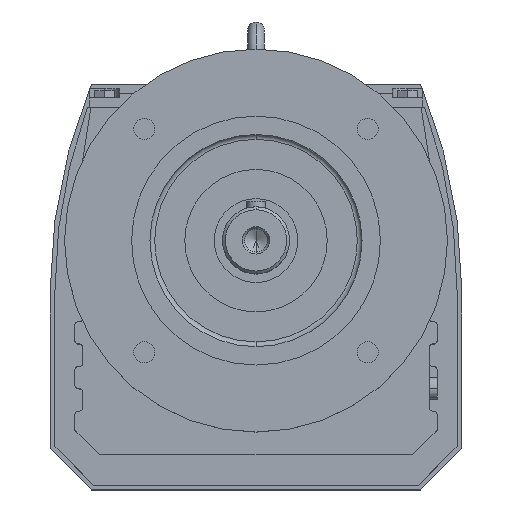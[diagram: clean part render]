
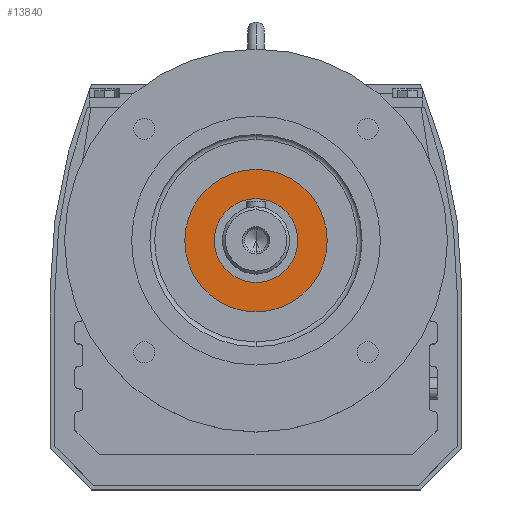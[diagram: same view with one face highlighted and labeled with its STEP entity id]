
A CAD part, top view. The second image highlights one B-rep face of the part: STEP entity #13840.
In plain terms, the highlighted planar face has unit normal (0, 0, 1).
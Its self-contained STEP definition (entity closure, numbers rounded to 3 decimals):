
#8623 = CYLINDRICAL_SURFACE('',#8624,37.209);
#8624 = AXIS2_PLACEMENT_3D('',#8625,#8626,#8627);
#8625 = CARTESIAN_POINT('',(0.,20.7,280.));
#8626 = DIRECTION('',(0.,0.,1.));
#8627 = DIRECTION('',(0.,-1.,0.));
#8676 = CYLINDRICAL_SURFACE('',#8677,37.209);
#8677 = AXIS2_PLACEMENT_3D('',#8678,#8679,#8680);
#8678 = CARTESIAN_POINT('',(0.,20.7,280.));
#8679 = DIRECTION('',(0.,0.,1.));
#8680 = DIRECTION('',(0.,-1.,0.));
#10329 = EDGE_CURVE('',#10330,#10332,#10334,.T.);
#10330 = VERTEX_POINT('',#10331);
#10331 = CARTESIAN_POINT('',(0.,-16.509,203.));
#10332 = VERTEX_POINT('',#10333);
#10333 = CARTESIAN_POINT('',(0.,57.909,203.));
#10334 = SURFACE_CURVE('',#10335,(#10340,#10369),.PCURVE_S1.);
#10335 = CIRCLE('',#10336,37.209);
#10336 = AXIS2_PLACEMENT_3D('',#10337,#10338,#10339);
#10337 = CARTESIAN_POINT('',(0.,20.7,203.));
#10338 = DIRECTION('',(0.,0.,-1.));
#10339 = DIRECTION('',(-1.,0.,0.));
#10340 = PCURVE('',#8676,#10341);
#10341 = DEFINITIONAL_REPRESENTATION('',(#10342),#10368);
#10342 = B_SPLINE_CURVE_WITH_KNOTS('',3,(#10343,#10344,#10345,#10346,
    #10347,#10348,#10349,#10350,#10351,#10352,#10353,#10354,#10355,
    #10356,#10357,#10358,#10359,#10360,#10361,#10362,#10363,#10364,
    #10365,#10366,#10367),.UNSPECIFIED.,.F.,.F.,(4,1,1,1,1,1,1,1,1,1,1,1
    ,1,1,1,1,1,1,1,1,1,1,4),(4.712,4.855,
    4.998,5.141,5.284,5.426,
    5.569,5.712,5.855,5.998,
    6.14,6.283,6.426,6.569,
    6.712,6.854,6.997,7.14,
    7.283,7.426,7.568,7.711,
    7.854),.QUASI_UNIFORM_KNOTS.);
#10343 = CARTESIAN_POINT('',(6.283,-77.));
#10344 = CARTESIAN_POINT('',(6.236,-77.));
#10345 = CARTESIAN_POINT('',(6.14,-77.));
#10346 = CARTESIAN_POINT('',(5.998,-77.));
#10347 = CARTESIAN_POINT('',(5.855,-77.));
#10348 = CARTESIAN_POINT('',(5.712,-77.));
#10349 = CARTESIAN_POINT('',(5.569,-77.));
#10350 = CARTESIAN_POINT('',(5.426,-77.));
#10351 = CARTESIAN_POINT('',(5.284,-77.));
#10352 = CARTESIAN_POINT('',(5.141,-77.));
#10353 = CARTESIAN_POINT('',(4.998,-77.));
#10354 = CARTESIAN_POINT('',(4.855,-77.));
#10355 = CARTESIAN_POINT('',(4.712,-77.));
#10356 = CARTESIAN_POINT('',(4.57,-77.));
#10357 = CARTESIAN_POINT('',(4.427,-77.));
#10358 = CARTESIAN_POINT('',(4.284,-77.));
#10359 = CARTESIAN_POINT('',(4.141,-77.));
#10360 = CARTESIAN_POINT('',(3.998,-77.));
#10361 = CARTESIAN_POINT('',(3.856,-77.));
#10362 = CARTESIAN_POINT('',(3.713,-77.));
#10363 = CARTESIAN_POINT('',(3.57,-77.));
#10364 = CARTESIAN_POINT('',(3.427,-77.));
#10365 = CARTESIAN_POINT('',(3.284,-77.));
#10366 = CARTESIAN_POINT('',(3.189,-77.));
#10367 = CARTESIAN_POINT('',(3.142,-77.));
#10368 = ( GEOMETRIC_REPRESENTATION_CONTEXT(2) 
PARAMETRIC_REPRESENTATION_CONTEXT() REPRESENTATION_CONTEXT('2D SPACE',''
  ) );
#10369 = PCURVE('',#10370,#10375);
#10370 = PLANE('',#10371);
#10371 = AXIS2_PLACEMENT_3D('',#10372,#10373,#10374);
#10372 = CARTESIAN_POINT('',(-16.051,14.701,203.));
#10373 = DIRECTION('',(0.,0.,-1.));
#10374 = DIRECTION('',(-1.,0.,0.));
#10375 = DEFINITIONAL_REPRESENTATION('',(#10376),#10380);
#10376 = CIRCLE('',#10377,37.209);
#10377 = AXIS2_PLACEMENT_2D('',#10378,#10379);
#10378 = CARTESIAN_POINT('',(-16.051,5.999));
#10379 = DIRECTION('',(1.,0.));
#10380 = ( GEOMETRIC_REPRESENTATION_CONTEXT(2) 
PARAMETRIC_REPRESENTATION_CONTEXT() REPRESENTATION_CONTEXT('2D SPACE',''
  ) );
#10427 = EDGE_CURVE('',#10332,#10330,#10428,.T.);
#10428 = SURFACE_CURVE('',#10429,(#10434,#10463),.PCURVE_S1.);
#10429 = CIRCLE('',#10430,37.209);
#10430 = AXIS2_PLACEMENT_3D('',#10431,#10432,#10433);
#10431 = CARTESIAN_POINT('',(0.,20.7,203.));
#10432 = DIRECTION('',(0.,0.,-1.));
#10433 = DIRECTION('',(-1.,0.,0.));
#10434 = PCURVE('',#8623,#10435);
#10435 = DEFINITIONAL_REPRESENTATION('',(#10436),#10462);
#10436 = B_SPLINE_CURVE_WITH_KNOTS('',3,(#10437,#10438,#10439,#10440,
    #10441,#10442,#10443,#10444,#10445,#10446,#10447,#10448,#10449,
    #10450,#10451,#10452,#10453,#10454,#10455,#10456,#10457,#10458,
    #10459,#10460,#10461),.UNSPECIFIED.,.F.,.F.,(4,1,1,1,1,1,1,1,1,1,1,1
    ,1,1,1,1,1,1,1,1,1,1,4),(1.571,1.714,
    1.856,1.999,2.142,2.285,
    2.428,2.57,2.713,2.856,
    2.999,3.142,3.284,3.427,
    3.57,3.713,3.856,3.998,
    4.141,4.284,4.427,4.57,
    4.712),.QUASI_UNIFORM_KNOTS.);
#10437 = CARTESIAN_POINT('',(3.142,-77.));
#10438 = CARTESIAN_POINT('',(3.094,-77.));
#10439 = CARTESIAN_POINT('',(2.999,-77.));
#10440 = CARTESIAN_POINT('',(2.856,-77.));
#10441 = CARTESIAN_POINT('',(2.713,-77.));
#10442 = CARTESIAN_POINT('',(2.57,-77.));
#10443 = CARTESIAN_POINT('',(2.428,-77.));
#10444 = CARTESIAN_POINT('',(2.285,-77.));
#10445 = CARTESIAN_POINT('',(2.142,-77.));
#10446 = CARTESIAN_POINT('',(1.999,-77.));
#10447 = CARTESIAN_POINT('',(1.856,-77.));
#10448 = CARTESIAN_POINT('',(1.714,-77.));
#10449 = CARTESIAN_POINT('',(1.571,-77.));
#10450 = CARTESIAN_POINT('',(1.428,-77.));
#10451 = CARTESIAN_POINT('',(1.285,-77.));
#10452 = CARTESIAN_POINT('',(1.142,-77.));
#10453 = CARTESIAN_POINT('',(1.,-77.));
#10454 = CARTESIAN_POINT('',(0.857,-77.));
#10455 = CARTESIAN_POINT('',(0.714,-77.));
#10456 = CARTESIAN_POINT('',(0.571,-77.));
#10457 = CARTESIAN_POINT('',(0.428,-77.));
#10458 = CARTESIAN_POINT('',(0.286,-77.));
#10459 = CARTESIAN_POINT('',(0.143,-77.));
#10460 = CARTESIAN_POINT('',(0.048,-77.));
#10461 = CARTESIAN_POINT('',(0.,-77.));
#10462 = ( GEOMETRIC_REPRESENTATION_CONTEXT(2) 
PARAMETRIC_REPRESENTATION_CONTEXT() REPRESENTATION_CONTEXT('2D SPACE',''
  ) );
#10463 = PCURVE('',#10370,#10464);
#10464 = DEFINITIONAL_REPRESENTATION('',(#10465),#10469);
#10465 = CIRCLE('',#10466,37.209);
#10466 = AXIS2_PLACEMENT_2D('',#10467,#10468);
#10467 = CARTESIAN_POINT('',(-16.051,5.999));
#10468 = DIRECTION('',(1.,0.));
#10469 = ( GEOMETRIC_REPRESENTATION_CONTEXT(2) 
PARAMETRIC_REPRESENTATION_CONTEXT() REPRESENTATION_CONTEXT('2D SPACE',''
  ) );
#13840 = ADVANCED_FACE('',(#13841,#13907),#10370,.F.);
#13841 = FACE_BOUND('',#13842,.T.);
#13842 = EDGE_LOOP('',(#13843,#13877));
#13843 = ORIENTED_EDGE('',*,*,#13844,.F.);
#13844 = EDGE_CURVE('',#13845,#13847,#13849,.T.);
#13845 = VERTEX_POINT('',#13846);
#13846 = CARTESIAN_POINT('',(0.,-1.175,203.));
#13847 = VERTEX_POINT('',#13848);
#13848 = CARTESIAN_POINT('',(0.,42.575,203.));
#13849 = SURFACE_CURVE('',#13850,(#13855,#13866),.PCURVE_S1.);
#13850 = CIRCLE('',#13851,21.875);
#13851 = AXIS2_PLACEMENT_3D('',#13852,#13853,#13854);
#13852 = CARTESIAN_POINT('',(0.,20.7,203.));
#13853 = DIRECTION('',(0.,0.,1.));
#13854 = DIRECTION('',(-1.,0.,0.));
#13855 = PCURVE('',#10370,#13856);
#13856 = DEFINITIONAL_REPRESENTATION('',(#13857),#13865);
#13857 = ( BOUNDED_CURVE() B_SPLINE_CURVE(2,(#13858,#13859,#13860,#13861
    ,#13862,#13863,#13864),.UNSPECIFIED.,.F.,.F.) 
B_SPLINE_CURVE_WITH_KNOTS((1,2,2,2,2,1),(-2.094,0.,
    2.094,4.189,6.283,8.378),
.UNSPECIFIED.) CURVE() GEOMETRIC_REPRESENTATION_ITEM() 
RATIONAL_B_SPLINE_CURVE((1.,0.5,1.,0.5,1.,0.5,1.)) REPRESENTATION_ITEM(
  '') );
#13858 = CARTESIAN_POINT('',(5.824,5.999));
#13859 = CARTESIAN_POINT('',(5.824,-31.889));
#13860 = CARTESIAN_POINT('',(-26.988,-12.945));
#13861 = CARTESIAN_POINT('',(-59.801,5.999));
#13862 = CARTESIAN_POINT('',(-26.988,24.943));
#13863 = CARTESIAN_POINT('',(5.824,43.888));
#13864 = CARTESIAN_POINT('',(5.824,5.999));
#13865 = ( GEOMETRIC_REPRESENTATION_CONTEXT(2) 
PARAMETRIC_REPRESENTATION_CONTEXT() REPRESENTATION_CONTEXT('2D SPACE',''
  ) );
#13866 = PCURVE('',#13867,#13872);
#13867 = CYLINDRICAL_SURFACE('',#13868,21.875);
#13868 = AXIS2_PLACEMENT_3D('',#13869,#13870,#13871);
#13869 = CARTESIAN_POINT('',(0.,20.7,280.));
#13870 = DIRECTION('',(0.,0.,1.));
#13871 = DIRECTION('',(0.,-1.,0.));
#13872 = DEFINITIONAL_REPRESENTATION('',(#13873),#13876);
#13873 = B_SPLINE_CURVE_WITH_KNOTS('',1,(#13874,#13875),.UNSPECIFIED.,
  .F.,.F.,(2,2),(1.571,4.712),
  .PIECEWISE_BEZIER_KNOTS.);
#13874 = CARTESIAN_POINT('',(0.,-77.));
#13875 = CARTESIAN_POINT('',(3.142,-77.));
#13876 = ( GEOMETRIC_REPRESENTATION_CONTEXT(2) 
PARAMETRIC_REPRESENTATION_CONTEXT() REPRESENTATION_CONTEXT('2D SPACE',''
  ) );
#13877 = ORIENTED_EDGE('',*,*,#13878,.F.);
#13878 = EDGE_CURVE('',#13847,#13845,#13879,.T.);
#13879 = SURFACE_CURVE('',#13880,(#13885,#13896),.PCURVE_S1.);
#13880 = CIRCLE('',#13881,21.875);
#13881 = AXIS2_PLACEMENT_3D('',#13882,#13883,#13884);
#13882 = CARTESIAN_POINT('',(0.,20.7,203.));
#13883 = DIRECTION('',(0.,0.,1.));
#13884 = DIRECTION('',(-1.,0.,0.));
#13885 = PCURVE('',#10370,#13886);
#13886 = DEFINITIONAL_REPRESENTATION('',(#13887),#13895);
#13887 = ( BOUNDED_CURVE() B_SPLINE_CURVE(2,(#13888,#13889,#13890,#13891
    ,#13892,#13893,#13894),.UNSPECIFIED.,.F.,.F.) 
B_SPLINE_CURVE_WITH_KNOTS((1,2,2,2,2,1),(-2.094,0.,
    2.094,4.189,6.283,8.378),
.UNSPECIFIED.) CURVE() GEOMETRIC_REPRESENTATION_ITEM() 
RATIONAL_B_SPLINE_CURVE((1.,0.5,1.,0.5,1.,0.5,1.)) REPRESENTATION_ITEM(
  '') );
#13888 = CARTESIAN_POINT('',(5.824,5.999));
#13889 = CARTESIAN_POINT('',(5.824,-31.889));
#13890 = CARTESIAN_POINT('',(-26.988,-12.945));
#13891 = CARTESIAN_POINT('',(-59.801,5.999));
#13892 = CARTESIAN_POINT('',(-26.988,24.943));
#13893 = CARTESIAN_POINT('',(5.824,43.888));
#13894 = CARTESIAN_POINT('',(5.824,5.999));
#13895 = ( GEOMETRIC_REPRESENTATION_CONTEXT(2) 
PARAMETRIC_REPRESENTATION_CONTEXT() REPRESENTATION_CONTEXT('2D SPACE',''
  ) );
#13896 = PCURVE('',#13897,#13902);
#13897 = CYLINDRICAL_SURFACE('',#13898,21.875);
#13898 = AXIS2_PLACEMENT_3D('',#13899,#13900,#13901);
#13899 = CARTESIAN_POINT('',(0.,20.7,280.));
#13900 = DIRECTION('',(0.,0.,1.));
#13901 = DIRECTION('',(0.,-1.,0.));
#13902 = DEFINITIONAL_REPRESENTATION('',(#13903),#13906);
#13903 = B_SPLINE_CURVE_WITH_KNOTS('',1,(#13904,#13905),.UNSPECIFIED.,
  .F.,.F.,(2,2),(4.712,7.854),
  .PIECEWISE_BEZIER_KNOTS.);
#13904 = CARTESIAN_POINT('',(3.142,-77.));
#13905 = CARTESIAN_POINT('',(6.283,-77.));
#13906 = ( GEOMETRIC_REPRESENTATION_CONTEXT(2) 
PARAMETRIC_REPRESENTATION_CONTEXT() REPRESENTATION_CONTEXT('2D SPACE',''
  ) );
#13907 = FACE_BOUND('',#13908,.T.);
#13908 = EDGE_LOOP('',(#13909,#13910));
#13909 = ORIENTED_EDGE('',*,*,#10329,.F.);
#13910 = ORIENTED_EDGE('',*,*,#10427,.F.);
